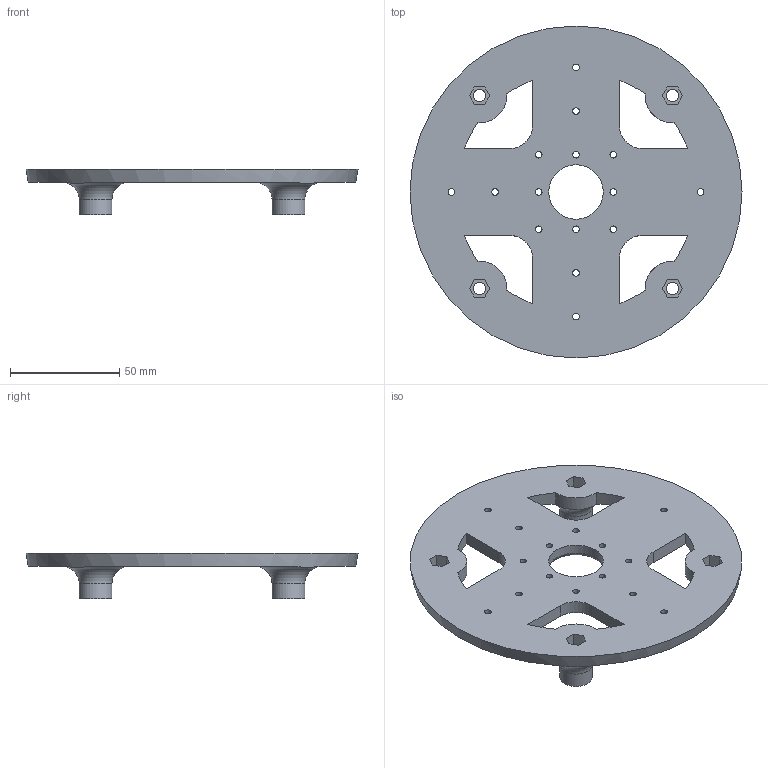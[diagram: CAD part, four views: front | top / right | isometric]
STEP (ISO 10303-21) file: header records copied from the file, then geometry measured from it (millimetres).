
FILE_DESCRIPTION(/* description */ (''),/* implementation_level */ '2;1');
FILE_NAME(/* name */ 'PTZ - 144 Tooth Herringbone Gear Base Mount v6.step',/* time_stamp */ '2020-12-13T18:29:51+00:00',/* author */ (''),/* organization */ (''),/* preprocessor_version */ 'ST-DEVELOPER v18.1',/* originating_system */ 'Autodesk Translation Framework v9.7.0.1280',/* authorisation */ '');
FILE_SCHEMA (('AUTOMOTIVE_DESIGN { 1 0 10303 214 3 1 1 }'));
Length unit declared in the file: millimetre
Products named in the file (1): PTZ - 144 Tooth Herringbone Gear Base Mount
Bounding box: 152.13 x 152.13 x 21 mm (x, y, z)
Volume: 100805.7 mm3; surface area: 41494.2 mm2
Topology: 1 solids, 1 shells, 193 faces, 528 edges, 350 vertices
Faces by surface type: plane 147, cylinder 40, torus 5, cone 1
Full cylindrical faces by diameter (mm): 3 x15, 5.5 x4, 15 x4, 25 x1
Entity records: 6290 total; most frequent: CARTESIAN_POINT 1172, ORIENTED_EDGE 1056, DIRECTION 1005, EDGE_CURVE 528, LINE 407, VECTOR 407, VERTEX_POINT 350, AXIS2_PLACEMENT_3D 299
